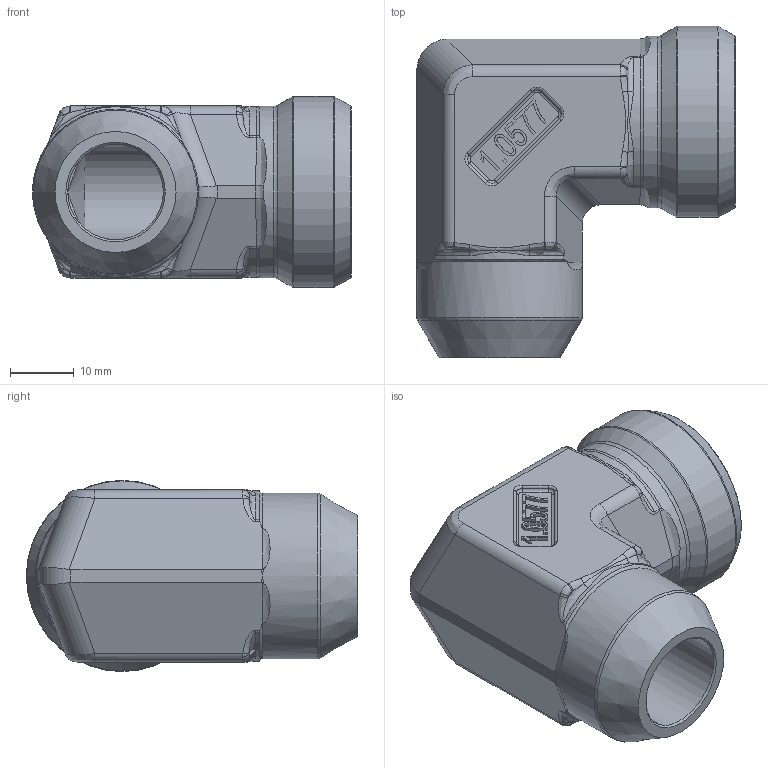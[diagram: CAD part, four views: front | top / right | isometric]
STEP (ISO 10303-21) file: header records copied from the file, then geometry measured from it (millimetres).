
FILE_DESCRIPTION(/* description */ (''),/* implementation_level */ '2;1');
FILE_NAME(/* name */ 'X-WAV20.stp',/* time_stamp */ '2025-01-16T11:44:05+01:00',/* author */ (''),/* organization */ (''),/* preprocessor_version */ 'ST-DEVELOPER v16',/* originating_system */ 'SIEMENS PLM Software NX 10.0',/* authorisation */ '');
FILE_SCHEMA (('AP203_CONFIGURATION_CONTROLLED_3D_DESIGN_OF_MECHANICAL_PARTS_AND_ASSEMBLIES_MIM_LF { 1 0 10303 403 2 1 2}'));
Length unit declared in the file: millimetre
Products named in the file (1): nwer41844EE665vc
Bounding box: 50 x 52 x 30 mm (x, y, z)
Volume: 27501.8 mm3; surface area: 10718.7 mm2
Topology: 1 solids, 1 shells, 306 faces, 779 edges, 487 vertices
Faces by surface type: plane 132, bspline 68, cylinder 48, torus 32, cone 13, extrusion 13
Full cylindrical faces by diameter (mm): 15 x2, 20.22 x1, 26 x1, 26.9 x1, 30 x1
Entity records: 10961 total; most frequent: CARTESIAN_POINT 4409, ORIENTED_EDGE 1504, DIRECTION 1083, EDGE_CURVE 752, VERTEX_POINT 482, AXIS2_PLACEMENT_3D 441, B_SPLINE_CURVE_WITH_KNOTS 362, EDGE_LOOP 341
